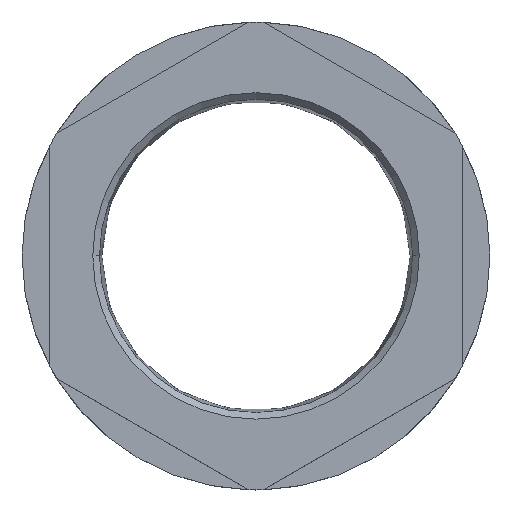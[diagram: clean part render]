
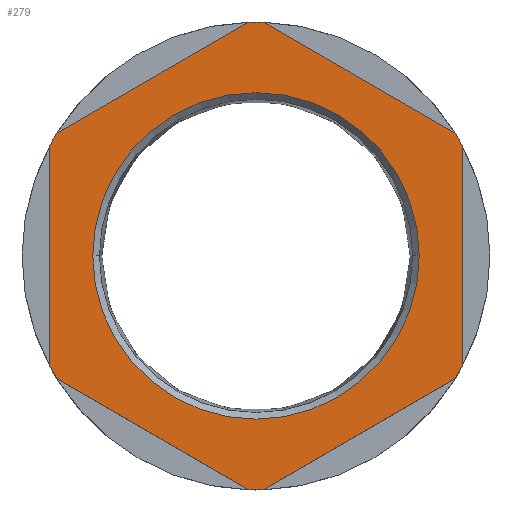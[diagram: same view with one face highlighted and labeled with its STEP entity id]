
A CAD part, top view. The second image highlights one B-rep face of the part: STEP entity #279.
In plain terms, the highlighted planar face has unit normal (0, 0, 1).
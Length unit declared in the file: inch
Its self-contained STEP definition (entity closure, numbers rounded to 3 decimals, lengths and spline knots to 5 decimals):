
#9 = EDGE_CURVE ( 'NONE', #500, #128, #378, .T. ) ;
#15 = EDGE_CURVE ( 'NONE', #132, #682, #151, .T. ) ;
#18 = VECTOR ( 'NONE', #487, 39.37008 ) ;
#37 = EDGE_CURVE ( 'NONE', #445, #587, #156, .T. ) ;
#49 = LINE ( 'NONE', #486, #64 ) ;
#53 = VECTOR ( 'NONE', #496, 39.37008 ) ;
#54 = LINE ( 'NONE', #489, #18 ) ;
#64 = VECTOR ( 'NONE', #480, 39.37008 ) ;
#67 = CARTESIAN_POINT ( 'NONE',  ( 0., 0., 0.138 ) ) ;
#71 = VERTEX_POINT ( 'NONE', #203 ) ;
#93 = DIRECTION ( 'NONE',  ( 1., 0., 0. ) ) ;
#94 = DIRECTION ( 'NONE',  ( 0., 0., 1. ) ) ;
#106 = VECTOR ( 'NONE', #458, 39.37008 ) ;
#109 = CARTESIAN_POINT ( 'NONE',  ( 0., 0., 0.138 ) ) ;
#111 = EDGE_CURVE ( 'NONE', #71, #309, #176, .T. ) ;
#128 = VERTEX_POINT ( 'NONE', #130 ) ;
#130 = CARTESIAN_POINT ( 'NONE',  ( 0.515, 0., 0.138 ) ) ;
#132 = VERTEX_POINT ( 'NONE', #138 ) ;
#138 = CARTESIAN_POINT ( 'NONE',  ( 0.02233, 0.73766, 0.138 ) ) ;
#139 = VERTEX_POINT ( 'NONE', #375 ) ;
#151 = CIRCLE ( 'NONE', #295, 0.738 ) ;
#156 = CIRCLE ( 'NONE', #286, 0.738 ) ;
#176 = CIRCLE ( 'NONE', #237, 0.738 ) ;
#179 = DIRECTION ( 'NONE',  ( 0., 0., 1. ) ) ;
#203 = CARTESIAN_POINT ( 'NONE',  ( 0.65, 0.34949, 0.138 ) ) ;
#212 = DIRECTION ( 'NONE',  ( 1., 0., 0. ) ) ;
#222 = FACE_OUTER_BOUND ( 'NONE', #688, .T. ) ;
#223 = AXIS2_PLACEMENT_3D ( 'NONE', #521, #517, #516 ) ;
#224 = FACE_BOUND ( 'NONE', #590, .T. ) ;
#225 = CIRCLE ( 'NONE', #497, 0.738 ) ;
#235 = CARTESIAN_POINT ( 'NONE',  ( 0., 0., 0.138 ) ) ;
#237 = AXIS2_PLACEMENT_3D ( 'NONE', #109, #94, #93 ) ;
#248 = PLANE ( 'NONE',  #664 ) ;
#253 = CIRCLE ( 'NONE', #686, 0.738 ) ;
#262 = CIRCLE ( 'NONE', #389, 0.738 ) ;
#271 = CARTESIAN_POINT ( 'NONE',  ( -0.02233, 0.73766, 0.138 ) ) ;
#279 = ADVANCED_FACE ( 'NONE', ( #224, #222 ), #248, .T. ) ;
#286 = AXIS2_PLACEMENT_3D ( 'NONE', #361, #358, #348 ) ;
#288 = LINE ( 'NONE', #513, #303 ) ;
#293 = CIRCLE ( 'NONE', #223, 0.515 ) ;
#294 = EDGE_CURVE ( 'NONE', #518, #564, #225, .T. ) ;
#295 = AXIS2_PLACEMENT_3D ( 'NONE', #565, #506, #468 ) ;
#299 = LINE ( 'NONE', #542, #300 ) ;
#300 = VECTOR ( 'NONE', #524, 39.37008 ) ;
#302 = LINE ( 'NONE', #495, #53 ) ;
#303 = VECTOR ( 'NONE', #508, 39.37008 ) ;
#309 = VERTEX_POINT ( 'NONE', #673 ) ;
#318 = ORIENTED_EDGE ( 'NONE', *, *, #9, .F. ) ;
#321 = ORIENTED_EDGE ( 'NONE', *, *, #441, .F. ) ;
#323 = ORIENTED_EDGE ( 'NONE', *, *, #539, .T. ) ;
#342 = ORIENTED_EDGE ( 'NONE', *, *, #442, .T. ) ;
#348 = DIRECTION ( 'NONE',  ( 1., 0., 0. ) ) ;
#352 = ORIENTED_EDGE ( 'NONE', *, *, #355, .T. ) ;
#355 = EDGE_CURVE ( 'NONE', #429, #139, #253, .T. ) ;
#358 = DIRECTION ( 'NONE',  ( 0., 0., 1. ) ) ;
#361 = CARTESIAN_POINT ( 'NONE',  ( 0., 0., 0.138 ) ) ;
#368 = CARTESIAN_POINT ( 'NONE',  ( -0.62767, -0.38817, 0.138 ) ) ;
#370 = CARTESIAN_POINT ( 'NONE',  ( -0.65, 0.34949, 0.138 ) ) ;
#375 = CARTESIAN_POINT ( 'NONE',  ( 0.02233, -0.73766, 0.138 ) ) ;
#378 = CIRCLE ( 'NONE', #418, 0.515 ) ;
#385 = ORIENTED_EDGE ( 'NONE', *, *, #111, .T. ) ;
#387 = CARTESIAN_POINT ( 'NONE',  ( 0.65, -0.34949, 0.138 ) ) ;
#389 = AXIS2_PLACEMENT_3D ( 'NONE', #571, #570, #568 ) ;
#400 = VERTEX_POINT ( 'NONE', #575 ) ;
#401 = ORIENTED_EDGE ( 'NONE', *, *, #37, .T. ) ;
#403 = EDGE_CURVE ( 'NONE', #400, #625, #262, .T. ) ;
#409 = ORIENTED_EDGE ( 'NONE', *, *, #403, .T. ) ;
#416 = ORIENTED_EDGE ( 'NONE', *, *, #443, .T. ) ;
#418 = AXIS2_PLACEMENT_3D ( 'NONE', #235, #179, #212 ) ;
#429 = VERTEX_POINT ( 'NONE', #544 ) ;
#441 = EDGE_CURVE ( 'NONE', #128, #500, #293, .T. ) ;
#442 = EDGE_CURVE ( 'NONE', #587, #400, #299, .T. ) ;
#443 = EDGE_CURVE ( 'NONE', #625, #429, #288, .T. ) ;
#445 = VERTEX_POINT ( 'NONE', #523 ) ;
#457 = EDGE_CURVE ( 'NONE', #139, #518, #302, .T. ) ;
#458 = DIRECTION ( 'NONE',  ( -0.866, -0.5, 0. ) ) ;
#465 = CARTESIAN_POINT ( 'NONE',  ( 0.62767, -0.38817, 0.138 ) ) ;
#468 = DIRECTION ( 'NONE',  ( 1., 0., 0. ) ) ;
#477 = CARTESIAN_POINT ( 'NONE',  ( -0.515, 0., 0.138 ) ) ;
#479 = CARTESIAN_POINT ( 'NONE',  ( -0.325, 0.56292, 0.138 ) ) ;
#480 = DIRECTION ( 'NONE',  ( -0.866, 0.5, 0. ) ) ;
#483 = LINE ( 'NONE', #479, #106 ) ;
#486 = CARTESIAN_POINT ( 'NONE',  ( 0.325, 0.56292, 0.138 ) ) ;
#487 = DIRECTION ( 'NONE',  ( 0., 1., 0. ) ) ;
#489 = CARTESIAN_POINT ( 'NONE',  ( 0.65, 0., 0.138 ) ) ;
#491 = EDGE_CURVE ( 'NONE', #564, #71, #54, .T. ) ;
#492 = EDGE_CURVE ( 'NONE', #309, #132, #49, .T. ) ;
#495 = CARTESIAN_POINT ( 'NONE',  ( 0.325, -0.56292, 0.138 ) ) ;
#496 = DIRECTION ( 'NONE',  ( 0.866, 0.5, 0. ) ) ;
#497 = AXIS2_PLACEMENT_3D ( 'NONE', #555, #702, #510 ) ;
#500 = VERTEX_POINT ( 'NONE', #477 ) ;
#506 = DIRECTION ( 'NONE',  ( 0., 0., 1. ) ) ;
#508 = DIRECTION ( 'NONE',  ( 0.866, -0.5, 0. ) ) ;
#510 = DIRECTION ( 'NONE',  ( 1., 0., 0. ) ) ;
#513 = CARTESIAN_POINT ( 'NONE',  ( -0.325, -0.56292, 0.138 ) ) ;
#516 = DIRECTION ( 'NONE',  ( 1., 0., 0. ) ) ;
#517 = DIRECTION ( 'NONE',  ( 0., 0., 1. ) ) ;
#518 = VERTEX_POINT ( 'NONE', #465 ) ;
#521 = CARTESIAN_POINT ( 'NONE',  ( 0., 0., 0.138 ) ) ;
#523 = CARTESIAN_POINT ( 'NONE',  ( -0.62767, 0.38817, 0.138 ) ) ;
#524 = DIRECTION ( 'NONE',  ( 0., -1., 0. ) ) ;
#530 = DIRECTION ( 'NONE',  ( 1., 0., 0. ) ) ;
#532 = ORIENTED_EDGE ( 'NONE', *, *, #457, .T. ) ;
#539 = EDGE_CURVE ( 'NONE', #682, #445, #483, .T. ) ;
#542 = CARTESIAN_POINT ( 'NONE',  ( -0.65, 0., 0.138 ) ) ;
#544 = CARTESIAN_POINT ( 'NONE',  ( -0.02233, -0.73766, 0.138 ) ) ;
#555 = CARTESIAN_POINT ( 'NONE',  ( 0., 0., 0.138 ) ) ;
#556 = DIRECTION ( 'NONE',  ( 0., 0., 1. ) ) ;
#564 = VERTEX_POINT ( 'NONE', #387 ) ;
#565 = CARTESIAN_POINT ( 'NONE',  ( 0., 0., 0.138 ) ) ;
#568 = DIRECTION ( 'NONE',  ( 1., 0., 0. ) ) ;
#570 = DIRECTION ( 'NONE',  ( 0., 0., 1. ) ) ;
#571 = CARTESIAN_POINT ( 'NONE',  ( 0., 0., 0.138 ) ) ;
#575 = CARTESIAN_POINT ( 'NONE',  ( -0.65, -0.34949, 0.138 ) ) ;
#587 = VERTEX_POINT ( 'NONE', #370 ) ;
#589 = ORIENTED_EDGE ( 'NONE', *, *, #294, .T. ) ;
#590 = EDGE_LOOP ( 'NONE', ( #321, #318 ) ) ;
#614 = DIRECTION ( 'NONE',  ( 1., 0., 0. ) ) ;
#618 = DIRECTION ( 'NONE',  ( 0., 0., 1. ) ) ;
#621 = CARTESIAN_POINT ( 'NONE',  ( 0., 0., 0.138 ) ) ;
#625 = VERTEX_POINT ( 'NONE', #368 ) ;
#650 = ORIENTED_EDGE ( 'NONE', *, *, #491, .T. ) ;
#664 = AXIS2_PLACEMENT_3D ( 'NONE', #67, #556, #530 ) ;
#673 = CARTESIAN_POINT ( 'NONE',  ( 0.62767, 0.38817, 0.138 ) ) ;
#681 = ORIENTED_EDGE ( 'NONE', *, *, #492, .T. ) ;
#682 = VERTEX_POINT ( 'NONE', #271 ) ;
#686 = AXIS2_PLACEMENT_3D ( 'NONE', #621, #618, #614 ) ;
#687 = ORIENTED_EDGE ( 'NONE', *, *, #15, .T. ) ;
#688 = EDGE_LOOP ( 'NONE', ( #401, #342, #409, #416, #352, #532, #589, #650, #385, #681, #687, #323 ) ) ;
#702 = DIRECTION ( 'NONE',  ( 0., 0., 1. ) ) ;
